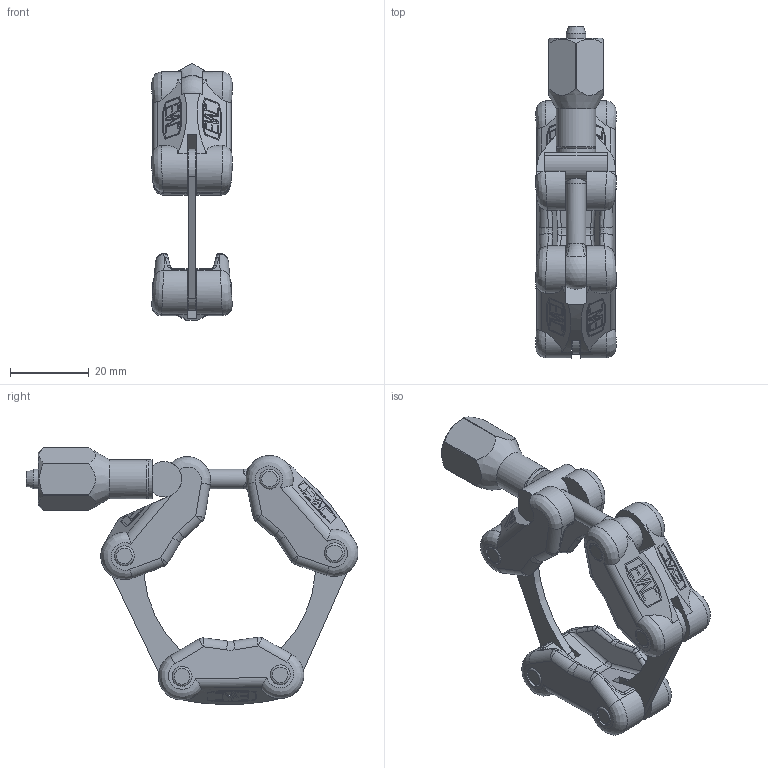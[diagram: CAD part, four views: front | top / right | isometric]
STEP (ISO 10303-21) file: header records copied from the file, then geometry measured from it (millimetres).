
FILE_DESCRIPTION(/* description */ (''),/* implementation_level */ '2;1');
FILE_NAME(/* name */ '30.025019.159.523',/* time_stamp */ '2018-07-16T11:30:48+02:00',/* author */ ('Murat Coskun Bicak'),/* organization */ ('Evac AG'),/* preprocessor_version */ 'ST-DEVELOPER v16.7',/* originating_system */ 'DEX',/* authorisation */ $);
FILE_SCHEMA (('AUTOMOTIVE_DESIGN {1 0 10303 214 3 1 1}'));
Length unit declared in the file: millimetre
Products named in the file (10): 30.025019.159.523; 03.236.005-ALTF; 03.236.004-ALTF; 03.236.006-ALTF; 03.031.034-IX; 03.034.001-IXMY; 03.036.002-AL; 03.037.003-IX; 00.1505.00-IXMY; 03.020.008-IXMY
Assembly tree (14 placements, depth 2):
  30.025019.159.523
    03.236.005-ALTF
    03.236.004-ALTF
    03.236.006-ALTF
    03.031.034-IX  x2
    03.034.001-IXMY
    03.036.002-AL
    03.037.003-IX
    00.1505.00-IXMY
    03.020.008-IXMY  x5
Bounding box: 20.49 x 84.5 x 65.44 mm (x, y, z)
Volume: 25825.1 mm3; surface area: 17082.4 mm2
Topology: 14 solids, 14 shells, 625 faces, 1724 edges, 1143 vertices
Faces by surface type: plane 383, cylinder 130, bspline 92, torus 13, cone 6, sphere 1
Full cylindrical faces by diameter (mm): 4.134 x1, 5 x12, 5.1 x10, 5.2 x1, 5.3 x1, 8 x1, 10 x2
Entity records: 23031 total; most frequent: CARTESIAN_POINT 8429, ORIENTED_EDGE 3242, DIRECTION 2389, EDGE_CURVE 1621, VERTEX_POINT 1102, LINE 1031, VECTOR 1031, EDGE_LOOP 689
